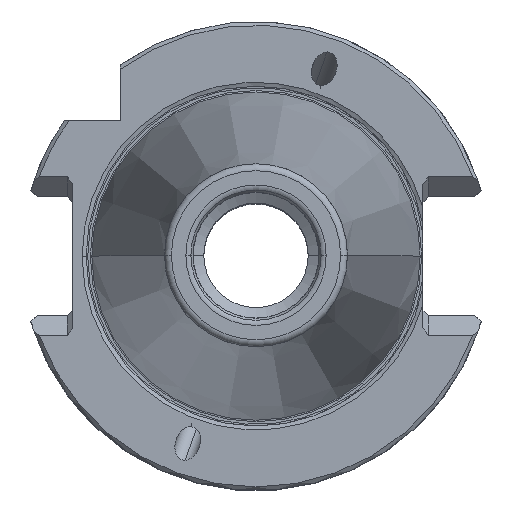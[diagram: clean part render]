
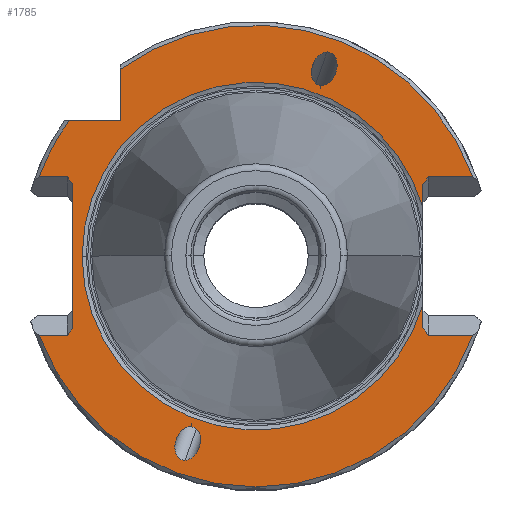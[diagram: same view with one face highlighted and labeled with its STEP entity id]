
A CAD part, top view. The second image highlights one B-rep face of the part: STEP entity #1785.
In plain terms, the highlighted planar face has unit normal (0, 0, 1).
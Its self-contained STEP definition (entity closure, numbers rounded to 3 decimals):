
#1381=EDGE_CURVE('NONE',#1853,#1533,#4003,.F.);
#1533=VERTEX_POINT('NONE',#4173);
#1555=EDGE_CURVE('NONE',#2591,#3219,#4197,.F.);
#1651=EDGE_CURVE('NONE',#3257,#2105,#4306,.F.);
#1781=VERTEX_POINT('NONE',#4454);
#1785=ADVANCED_FACE('NONE',(#4458,#4459,#4460),#4461,.F.);
#1807=VERTEX_POINT('NONE',#4485);
#1853=VERTEX_POINT('NONE',#4534);
#1867=VERTEX_POINT('NONE',#4549);
#1871=EDGE_CURVE('NONE',#1877,#3899,#4553,.F.);
#1877=VERTEX_POINT('NONE',#4560);
#1885=VERTEX_POINT('NONE',#4568);
#1945=EDGE_CURVE('NONE',#2779,#3215,#4637,.T.);
#1969=VERTEX_POINT('NONE',#4664);
#1971=EDGE_CURVE('NONE',#3215,#2779,#4666,.F.);
#2105=VERTEX_POINT('NONE',#4820);
#2113=EDGE_CURVE('NONE',#3807,#1969,#4829,.F.);
#2179=VERTEX_POINT('NONE',#4902);
#2199=EDGE_CURVE('NONE',#3807,#1807,#4925,.T.);
#2385=VERTEX_POINT('NONE',#5131);
#2425=VERTEX_POINT('NONE',#5174);
#2505=EDGE_CURVE('NONE',#2425,#2385,#5262,.F.);
#2591=VERTEX_POINT('NONE',#5361);
#2713=EDGE_CURVE('NONE',#1781,#1885,#5501,.F.);
#2735=VERTEX_POINT('NONE',#5525);
#2741=EDGE_CURVE('NONE',#1877,#3417,#5531,.F.);
#2779=VERTEX_POINT('NONE',#5573);
#2811=EDGE_CURVE('NONE',#2385,#2425,#5608,.T.);
#2913=EDGE_CURVE('NONE',#1969,#1885,#5722,.F.);
#2955=EDGE_CURVE('NONE',#3899,#3867,#5765,.F.);
#2967=EDGE_CURVE('NONE',#1867,#1807,#5778,.F.);
#3015=EDGE_CURVE('NONE',#3417,#2179,#5832,.F.);
#3031=EDGE_CURVE('NONE',#2735,#1781,#5850,.T.);
#3077=EDGE_CURVE('NONE',#1867,#3867,#5899,.T.);
#3215=VERTEX_POINT('NONE',#6046);
#3219=VERTEX_POINT('NONE',#6050);
#3257=VERTEX_POINT('NONE',#6089);
#3417=VERTEX_POINT('NONE',#6273);
#3601=EDGE_CURVE('NONE',#3257,#2735,#6480,.F.);
#3605=EDGE_CURVE('NONE',#2105,#3219,#6484,.T.);
#3735=EDGE_CURVE('NONE',#1853,#2179,#6622,.F.);
#3795=EDGE_CURVE('NONE',#1533,#2591,#6688,.T.);
#3807=VERTEX_POINT('NONE',#6701);
#3867=VERTEX_POINT('NONE',#6765);
#3899=VERTEX_POINT('NONE',#6800);
#4003=LINE('',#6932,#6933);
#4173=CARTESIAN_POINT('',(23.35,10.75,-1.));
#4197=LINE('',#7316,#7317);
#4306=CIRCLE('',#7502,23.536);
#4454=CARTESIAN_POINT('',(23.35,-10.75,-1.));
#4458=FACE_OUTER_BOUND('',#7877,.T.);
#4459=FACE_BOUND('',#7878,.T.);
#4460=FACE_BOUND('',#7879,.T.);
#4461=PLANE('',#7880);
#4485=CARTESIAN_POINT('',(-24.8,-9.689,-1.0));
#4534=CARTESIAN_POINT('',(29.343,10.75,-1.));
#4549=CARTESIAN_POINT('',(-24.8,9.689,-1.0));
#4553=CIRCLE('',#8045,31.25);
#4560=CARTESIAN_POINT('',(-25.295,18.35,-1.));
#4568=CARTESIAN_POINT('',(29.343,-10.75,-1.));
#4637=ELLIPSE('',#8164,2.333,1.65);
#4664=CARTESIAN_POINT('',(-29.343,-10.75,-1.));
#4666=ELLIPSE('',#8256,2.333,1.65);
#4820=CARTESIAN_POINT('',(-23.536,0.,-1.));
#4829=LINE('',#8585,#8586);
#4902=CARTESIAN_POINT('',(-18.35,25.295,-1.));
#4925=LINE('',#8768,#8769);
#5131=CARTESIAN_POINT('',(-9.621,-27.636,-1.));
#5174=CARTESIAN_POINT('',(-8.848,-23.108,-1.));
#5262=ELLIPSE('',#9369,2.333,1.65);
#5361=CARTESIAN_POINT('',(22.6,9.689,-1.0));
#5501=LINE('',#9846,#9847);
#5525=CARTESIAN_POINT('',(22.6,-9.689,-1.0));
#5531=LINE('',#9897,#9898);
#5573=CARTESIAN_POINT('',(9.621,27.636,-1.));
#5608=ELLIPSE('',#10042,2.333,1.65);
#5722=CIRCLE('',#10265,31.25);
#5765=LINE('',#10325,#10326);
#5778=LINE('',#10379,#10380);
#5832=LINE('',#10452,#10453);
#5850=LINE('',#10494,#10495);
#5899=LINE('',#10565,#10566);
#6046=CARTESIAN_POINT('',(8.848,23.108,-1.));
#6050=CARTESIAN_POINT('',(22.6,6.57,-1.0));
#6089=CARTESIAN_POINT('',(22.6,-6.57,-1.));
#6273=CARTESIAN_POINT('',(-18.35,18.35,-1.0));
#6480=LINE('',#11596,#11597);
#6484=CIRCLE('',#11604,23.536);
#6622=CIRCLE('',#11955,31.25);
#6688=LINE('',#12151,#12152);
#6701=CARTESIAN_POINT('',(-25.55,-10.75,-1.));
#6765=CARTESIAN_POINT('',(-25.55,10.75,-1.));
#6800=CARTESIAN_POINT('',(-29.343,10.75,-1.));
#6932=CARTESIAN_POINT('',(62.4,10.75,-1.));
#6933=VECTOR('',#12418,1.0);
#7316=CARTESIAN_POINT('',(22.6,-16.25,-1.0));
#7317=VECTOR('',#12654,1.0);
#7502=AXIS2_PLACEMENT_3D('',#12783,#12784,#12785);
#7877=EDGE_LOOP('',(#12969,#12970,#12971,#12972,#12973,#12974,#12975,#12976,#12977,#12978,#12979,#12980,#12981,#12982,#12983,#12984,#12985,#12986));
#7878=EDGE_LOOP('',(#12987,#12988));
#7879=EDGE_LOOP('',(#12989,#12990));
#7880=AXIS2_PLACEMENT_3D('',#12991,#12992,#12993);
#8045=AXIS2_PLACEMENT_3D('',#13075,#13076,#13077);
#8164=AXIS2_PLACEMENT_3D('',#13173,#13174,#13175);
#8256=AXIS2_PLACEMENT_3D('',#13207,#13208,#13209);
#8585=CARTESIAN_POINT('',(-30.6,-10.75,-1.));
#8586=VECTOR('',#13430,1.0);
#8768=CARTESIAN_POINT('',(-22.703,-6.724,-1.));
#8769=VECTOR('',#13549,1.0);
#9369=AXIS2_PLACEMENT_3D('',#13925,#13926,#13927);
#9846=CARTESIAN_POINT('',(62.4,-10.75,-1.));
#9847=VECTOR('',#14263,1.0);
#9897=CARTESIAN_POINT('',(-19.175,18.35,-1.0));
#9898=VECTOR('',#14287,1.0);
#10042=AXIS2_PLACEMENT_3D('',#14372,#14373,#14374);
#10265=AXIS2_PLACEMENT_3D('',#14512,#14513,#14514);
#10325=CARTESIAN_POINT('',(-30.6,10.75,-1.));
#10326=VECTOR('',#14548,1.0);
#10379=CARTESIAN_POINT('',(-24.8,-16.25,-1.0));
#10380=VECTOR('',#14560,1.0);
#10452=CARTESIAN_POINT('',(-18.35,-7.075,-1.0));
#10453=VECTOR('',#14625,1.0);
#10494=CARTESIAN_POINT('',(23.948,-11.596,-1.));
#10495=VECTOR('',#14649,1.0);
#10565=CARTESIAN_POINT('',(-7.383,-14.942,-1.));
#10566=VECTOR('',#14700,1.0);
#11596=CARTESIAN_POINT('',(22.6,-16.25,-1.0));
#11597=VECTOR('',#15387,1.0);
#11604=AXIS2_PLACEMENT_3D('',#15389,#15390,#15391);
#11955=AXIS2_PLACEMENT_3D('',#15515,#15516,#15517);
#12151=CARTESIAN_POINT('',(8.628,-10.07,-1.));
#12152=VECTOR('',#15597,1.0);
#12418=DIRECTION('',(1.0,0.,-0.0));
#12654=DIRECTION('',(0.,1.0,0.0));
#12783=CARTESIAN_POINT('',(0.0,0.0,-1.));
#12784=DIRECTION('',(0.0,0.0,1.0));
#12785=DIRECTION('',(-1.0,0.,0.0));
#12969=ORIENTED_EDGE('',*,*,#2741,.F.);
#12970=ORIENTED_EDGE('',*,*,#1871,.T.);
#12971=ORIENTED_EDGE('',*,*,#2955,.T.);
#12972=ORIENTED_EDGE('',*,*,#3077,.F.);
#12973=ORIENTED_EDGE('',*,*,#2967,.T.);
#12974=ORIENTED_EDGE('',*,*,#2199,.F.);
#12975=ORIENTED_EDGE('',*,*,#2113,.T.);
#12976=ORIENTED_EDGE('',*,*,#2913,.T.);
#12977=ORIENTED_EDGE('',*,*,#2713,.F.);
#12978=ORIENTED_EDGE('',*,*,#3031,.F.);
#12979=ORIENTED_EDGE('',*,*,#3601,.F.);
#12980=ORIENTED_EDGE('',*,*,#1651,.T.);
#12981=ORIENTED_EDGE('',*,*,#3605,.T.);
#12982=ORIENTED_EDGE('',*,*,#1555,.F.);
#12983=ORIENTED_EDGE('',*,*,#3795,.F.);
#12984=ORIENTED_EDGE('',*,*,#1381,.F.);
#12985=ORIENTED_EDGE('',*,*,#3735,.T.);
#12986=ORIENTED_EDGE('',*,*,#3015,.F.);
#12987=ORIENTED_EDGE('',*,*,#2505,.F.);
#12988=ORIENTED_EDGE('',*,*,#2811,.F.);
#12989=ORIENTED_EDGE('',*,*,#1971,.F.);
#12990=ORIENTED_EDGE('',*,*,#1945,.F.);
#12991=CARTESIAN_POINT('',(0.,-32.5,-1.));
#12992=DIRECTION('',(-0.0,0.0,-1.0));
#12993=DIRECTION('',(0.,-1.0,0.0));
#13075=CARTESIAN_POINT('',(0.0,0.0,-1.));
#13076=DIRECTION('',(0.0,0.0,-1.0));
#13077=DIRECTION('',(1.0,0.,0.0));
#13173=CARTESIAN_POINT('',(9.235,25.372,-1.0));
#13174=DIRECTION('',(0.0,0.0,1.0));
#13175=DIRECTION('',(-0.342,-0.94,0.0));
#13207=CARTESIAN_POINT('',(9.235,25.372,-1.0));
#13208=DIRECTION('',(-0.0,0.0,-1.0));
#13209=DIRECTION('',(-0.342,-0.94,0.0));
#13430=DIRECTION('',(1.0,0.,-0.0));
#13549=DIRECTION('',(0.577,0.816,0.0));
#13925=CARTESIAN_POINT('',(-9.235,-25.372,-1.0));
#13926=DIRECTION('',(0.0,0.0,-1.0));
#13927=DIRECTION('',(0.342,0.94,0.0));
#14263=DIRECTION('',(-1.0,0.,0.0));
#14287=DIRECTION('',(-1.0,0.,0.0));
#14372=CARTESIAN_POINT('',(-9.235,-25.372,-1.0));
#14373=DIRECTION('',(0.0,-0.0,1.0));
#14374=DIRECTION('',(0.342,0.94,0.0));
#14512=CARTESIAN_POINT('',(0.0,0.0,-1.));
#14513=DIRECTION('',(0.0,0.0,-1.0));
#14514=DIRECTION('',(1.0,0.,0.0));
#14548=DIRECTION('',(-1.0,0.,0.0));
#14560=DIRECTION('',(0.,1.0,0.0));
#14625=DIRECTION('',(0.,-1.0,-0.0));
#14649=DIRECTION('',(0.577,-0.816,-0.0));
#14700=DIRECTION('',(-0.577,0.816,0.0));
#15387=DIRECTION('',(0.,1.0,0.0));
#15389=CARTESIAN_POINT('',(0.0,0.0,-1.));
#15390=DIRECTION('',(0.0,0.0,-1.0));
#15391=DIRECTION('',(-1.0,0.,0.0));
#15515=CARTESIAN_POINT('',(0.0,0.0,-1.));
#15516=DIRECTION('',(0.0,0.0,-1.0));
#15517=DIRECTION('',(1.0,0.,0.0));
#15597=DIRECTION('',(-0.577,-0.816,0.0));
